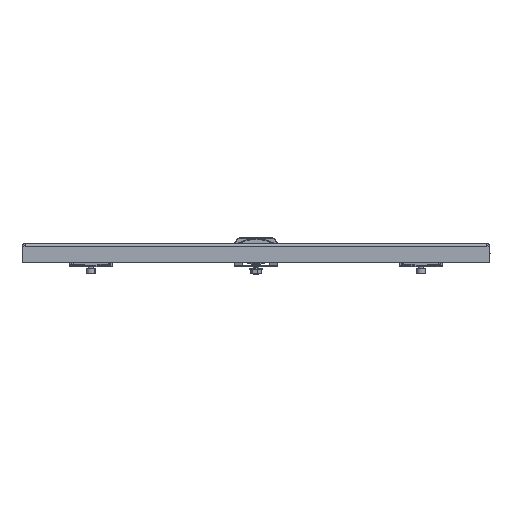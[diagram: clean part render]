
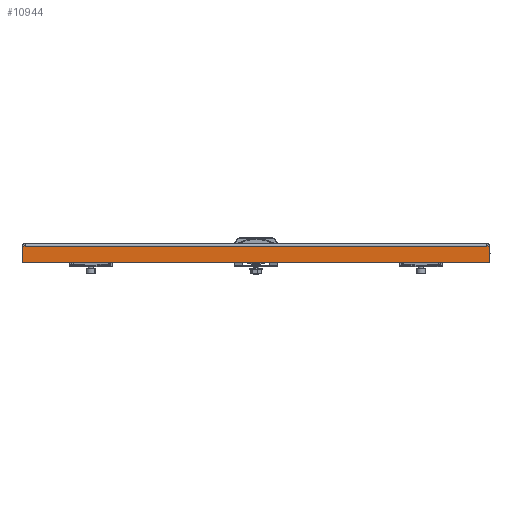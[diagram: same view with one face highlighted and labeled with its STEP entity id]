
A CAD part, left-side view. The second image highlights one B-rep face of the part: STEP entity #10944.
In plain terms, the highlighted planar face has unit normal (-1, 0, 0).
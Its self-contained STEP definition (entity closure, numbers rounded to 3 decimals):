
#8008 = CARTESIAN_POINT ( 'NONE',  ( -197., 244.5, -3. ) ) ;
#8012 = CARTESIAN_POINT ( 'NONE',  ( -197., -247.5, -20. ) ) ;
#8013 = CARTESIAN_POINT ( 'NONE',  ( -197., -244.5, -3. ) ) ;
#8014 = CARTESIAN_POINT ( 'NONE',  ( -197., 247.5, -3. ) ) ;
#8018 = CARTESIAN_POINT ( 'NONE',  ( -197., 247.5, -20. ) ) ;
#8019 = CARTESIAN_POINT ( 'NONE',  ( -197., -247.5, -3. ) ) ;
#10184 = CARTESIAN_POINT ( 'NONE',  ( -197., 247.5, 0. ) ) ;
#10191 = DIRECTION ( 'NONE',  ( 0., 0., -1. ) ) ;
#10194 = CARTESIAN_POINT ( 'NONE',  ( -197., -247.5, 0. ) ) ;
#10196 = CARTESIAN_POINT ( 'NONE',  ( -197., 0., -20. ) ) ;
#10199 = DIRECTION ( 'NONE',  ( 0., 0., 1. ) ) ;
#10204 = DIRECTION ( 'NONE',  ( 0., -1., 0. ) ) ;
#10209 = CARTESIAN_POINT ( 'NONE',  ( -197., -247.5, -3. ) ) ;
#10211 = DIRECTION ( 'NONE',  ( 0., -1., 0. ) ) ;
#10749 = DIRECTION ( 'NONE',  ( 0., -1., 0. ) ) ;
#10757 = CARTESIAN_POINT ( 'NONE',  ( -197., -247.5, -3. ) ) ;
#10769 = CARTESIAN_POINT ( 'NONE',  ( -197., -247.5, -3. ) ) ;
#10772 = DIRECTION ( 'NONE',  ( 0., -1., 0. ) ) ;
#10944 = ADVANCED_FACE ( 'NONE', ( #17688 ), #18838, .F. ) ;
#10991 = LINE ( 'NONE', #10184, #11012 ) ;
#11012 = VECTOR ( 'NONE', #10191, 1000. ) ;
#11019 = LINE ( 'NONE', #10194, #11032 ) ;
#11024 = LINE ( 'NONE', #10196, #11048 ) ;
#11032 = VECTOR ( 'NONE', #10199, 1000. ) ;
#11048 = VECTOR ( 'NONE', #10204, 1000. ) ;
#11055 = LINE ( 'NONE', #10209, #11063 ) ;
#11063 = VECTOR ( 'NONE', #10211, 1000. ) ;
#12350 = LINE ( 'NONE', #10757, #12354 ) ;
#12353 = LINE ( 'NONE', #10769, #12356 ) ;
#12354 = VECTOR ( 'NONE', #10749, 1000. ) ;
#12356 = VECTOR ( 'NONE', #10772, 1000. ) ;
#17688 = FACE_OUTER_BOUND ( 'NONE', #25595, .T. ) ;
#18823 = CARTESIAN_POINT ( 'NONE',  ( -197., 0., 0. ) ) ;
#18838 = PLANE ( 'NONE',  #20664 ) ;
#18841 = DIRECTION ( 'NONE',  ( 1., 0., 0. ) ) ;
#18843 = DIRECTION ( 'NONE',  ( 0., 0., -1. ) ) ;
#20664 = AXIS2_PLACEMENT_3D ( 'NONE', #18823, #18841, #18843 ) ;
#23677 = EDGE_CURVE ( 'NONE', #27176, #27180, #10991, .T. ) ;
#23681 = EDGE_CURVE ( 'NONE', #27174, #27181, #11019, .T. ) ;
#23684 = EDGE_CURVE ( 'NONE', #27180, #27174, #11024, .T. ) ;
#23687 = EDGE_CURVE ( 'NONE', #27170, #27175, #11055, .T. ) ;
#24547 = EDGE_CURVE ( 'NONE', #27176, #27170, #12350, .T. ) ;
#24549 = EDGE_CURVE ( 'NONE', #27175, #27181, #12353, .T. ) ;
#25595 = EDGE_LOOP ( 'NONE', ( #31474, #31475, #31473, #31471, #31472, #31470 ) ) ;
#27170 = VERTEX_POINT ( 'NONE', #8008 ) ;
#27174 = VERTEX_POINT ( 'NONE', #8012 ) ;
#27175 = VERTEX_POINT ( 'NONE', #8013 ) ;
#27176 = VERTEX_POINT ( 'NONE', #8014 ) ;
#27180 = VERTEX_POINT ( 'NONE', #8018 ) ;
#27181 = VERTEX_POINT ( 'NONE', #8019 ) ;
#31470 = ORIENTED_EDGE ( 'NONE', *, *, #23687, .F. ) ;
#31471 = ORIENTED_EDGE ( 'NONE', *, *, #23681, .T. ) ;
#31472 = ORIENTED_EDGE ( 'NONE', *, *, #24549, .F. ) ;
#31473 = ORIENTED_EDGE ( 'NONE', *, *, #23684, .T. ) ;
#31474 = ORIENTED_EDGE ( 'NONE', *, *, #24547, .F. ) ;
#31475 = ORIENTED_EDGE ( 'NONE', *, *, #23677, .T. ) ;
